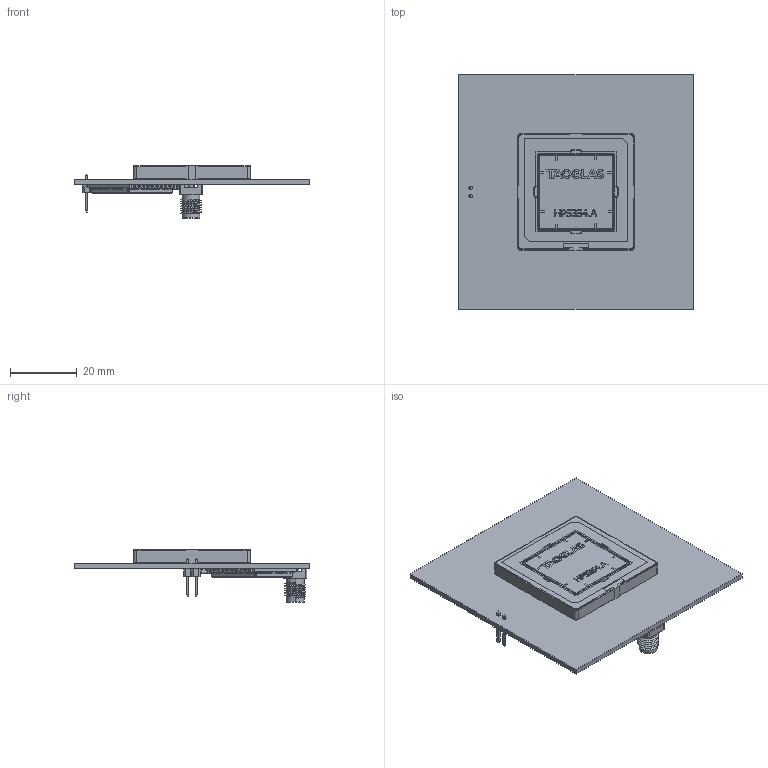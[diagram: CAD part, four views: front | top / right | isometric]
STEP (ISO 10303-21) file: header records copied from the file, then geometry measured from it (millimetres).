
FILE_DESCRIPTION(('Open CASCADE Model'),'2;1');
FILE_NAME('Open CASCADE Shape Model','2025-01-17T14:40:14',('Author'),( 'Open CASCADE'),'Open CASCADE STEP processor 6.8','Open CASCADE 6.8' ,'Unknown');
FILE_SCHEMA(('AUTOMOTIVE_DESIGN { 1 0 10303 214 1 1 1 1 }'));
Length unit declared in the file: millimetre
Products named in the file (23): PCB; Board; Open CASCADE STEP translator 6.8 3.1.1; R1; RC_L; J2; PREC002SAAN-RC; 1_row_end_bumps_format; J1; pcb.smafstj.b.ht_RGB3649492; X1; HC125A(HC1400P03S); U1; TFM.100B_GNSS_Front_End_Module_3D_Model; R4; R3; R2; D1; PESD2V5Y1BSFYL; C7; GRM0402; ANT1; HP5354
Assembly tree (26 placements, depth 4):
  PCB
    Board
      Open CASCADE STEP translator 6.8 3.1.1
    R1
      RC_L
    J2
      PREC002SAAN-RC
        1_row_end_bumps_format  x2
    J1
      pcb.smafstj.b.ht_RGB3649492
    X1
      HC125A(HC1400P03S)
    U1
      TFM.100B_GNSS_Front_End_Module_3D_Model
    R4
      RC_L
    R3
      RC_L
    R2
      RC_L
    D1
      PESD2V5Y1BSFYL
    C7
      GRM0402
    ANT1
      HP5354
Bounding box: 70.4 x 70.4 x 15.84 mm (x, y, z)
Volume: 13533.2 mm3; surface area: 16821 mm2
Topology: 36 solids, 36 shells, 2151 faces, 5734 edges, 3759 vertices
Faces by surface type: plane 1593, bspline 347, cylinder 165, cone 34, sphere 8, torus 4
Full cylindrical faces by diameter (mm): 1 x2, 1.275 x1, 1.5 x1
Entity records: 85738 total; most frequent: CARTESIAN_POINT 25130, ORIENTED_EDGE 10732, DIRECTION 8350, EDGE_CURVE 5366, LINE 4302, VECTOR 4302, VERTEX_POINT 3523, FACE_BOUND 2129
